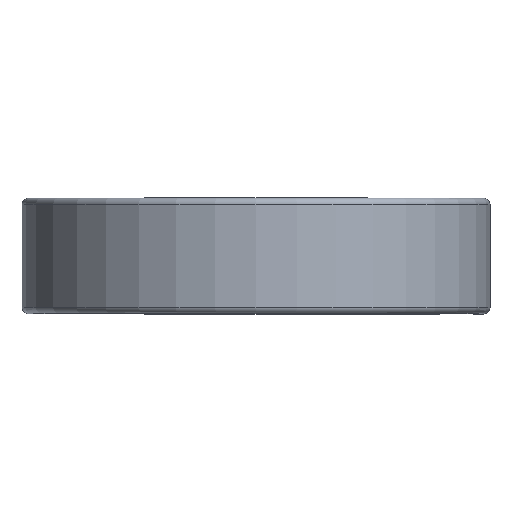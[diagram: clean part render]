
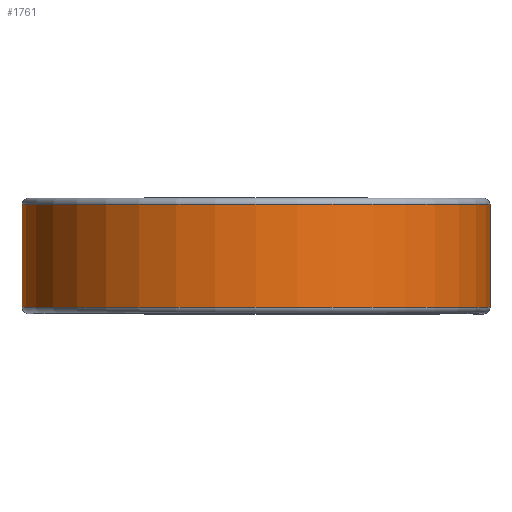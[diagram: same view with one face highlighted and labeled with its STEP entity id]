
A CAD part, top view. The second image highlights one B-rep face of the part: STEP entity #1761.
In plain terms, the highlighted cylindrical face has radius 28.994 mm (diameter 57.988 mm), a partial arc.
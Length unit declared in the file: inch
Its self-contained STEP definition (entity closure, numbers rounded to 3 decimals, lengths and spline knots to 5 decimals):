
#22 = DIRECTION ( 'NONE',  ( 0., 0., -1. ) ) ;
#82 = VECTOR ( 'NONE', #2228, 39.37008 ) ;
#113 = CIRCLE ( 'NONE', #1907, 1.1415 ) ;
#210 = VERTEX_POINT ( 'NONE', #2214 ) ;
#306 = CARTESIAN_POINT ( 'NONE',  ( 1.1415, 0.25125, 0. ) ) ;
#397 = VERTEX_POINT ( 'NONE', #1153 ) ;
#422 = ORIENTED_EDGE ( 'NONE', *, *, #697, .T. ) ;
#444 = CARTESIAN_POINT ( 'NONE',  ( 0., 0.25, 0. ) ) ;
#465 = DIRECTION ( 'NONE',  ( 0., 0., -1. ) ) ;
#641 = CIRCLE ( 'NONE', #2206, 1.1415 ) ;
#664 = DIRECTION ( 'NONE',  ( 0., -1., 0. ) ) ;
#697 = EDGE_CURVE ( 'NONE', #1932, #210, #641, .T. ) ;
#766 = DIRECTION ( 'NONE',  ( 0., -1., 0. ) ) ;
#777 = ORIENTED_EDGE ( 'NONE', *, *, #1940, .F. ) ;
#788 = CARTESIAN_POINT ( 'NONE',  ( 0., 0.25125, 0. ) ) ;
#1011 = VERTEX_POINT ( 'NONE', #2149 ) ;
#1099 = LINE ( 'NONE', #1206, #1122 ) ;
#1122 = VECTOR ( 'NONE', #1423, 39.37008 ) ;
#1153 = CARTESIAN_POINT ( 'NONE',  ( 1.1415, -0.25125, 0. ) ) ;
#1204 = DIRECTION ( 'NONE',  ( 0., -1., 0. ) ) ;
#1206 = CARTESIAN_POINT ( 'NONE',  ( 0., 0.25125, -1.1415 ) ) ;
#1305 = ORIENTED_EDGE ( 'NONE', *, *, #2123, .T. ) ;
#1328 = ORIENTED_EDGE ( 'NONE', *, *, #1686, .F. ) ;
#1423 = DIRECTION ( 'NONE',  ( 0., 1., 0. ) ) ;
#1583 = EDGE_LOOP ( 'NONE', ( #1305, #422, #777, #1328 ) ) ;
#1686 = EDGE_CURVE ( 'NONE', #397, #1011, #113, .T. ) ;
#1740 = AXIS2_PLACEMENT_3D ( 'NONE', #444, #664, #465 ) ;
#1746 = CARTESIAN_POINT ( 'NONE',  ( 1.1415, 0.25125, 0. ) ) ;
#1761 = ADVANCED_FACE ( 'NONE', ( #2063 ), #1874, .T. ) ;
#1874 = CYLINDRICAL_SURFACE ( 'NONE', #1740, 1.1415 ) ;
#1907 = AXIS2_PLACEMENT_3D ( 'NONE', #2323, #1204, #22 ) ;
#1932 = VERTEX_POINT ( 'NONE', #1746 ) ;
#1940 = EDGE_CURVE ( 'NONE', #1011, #210, #1099, .T. ) ;
#2063 = FACE_OUTER_BOUND ( 'NONE', #1583, .T. ) ;
#2123 = EDGE_CURVE ( 'NONE', #397, #1932, #2369, .T. ) ;
#2149 = CARTESIAN_POINT ( 'NONE',  ( 0., -0.25125, -1.1415 ) ) ;
#2206 = AXIS2_PLACEMENT_3D ( 'NONE', #788, #766, #2265 ) ;
#2214 = CARTESIAN_POINT ( 'NONE',  ( 0., 0.25125, -1.1415 ) ) ;
#2228 = DIRECTION ( 'NONE',  ( 0., 1., 0. ) ) ;
#2265 = DIRECTION ( 'NONE',  ( 0., 0., -1. ) ) ;
#2323 = CARTESIAN_POINT ( 'NONE',  ( 0., -0.25125, 0. ) ) ;
#2369 = LINE ( 'NONE', #306, #82 ) ;
